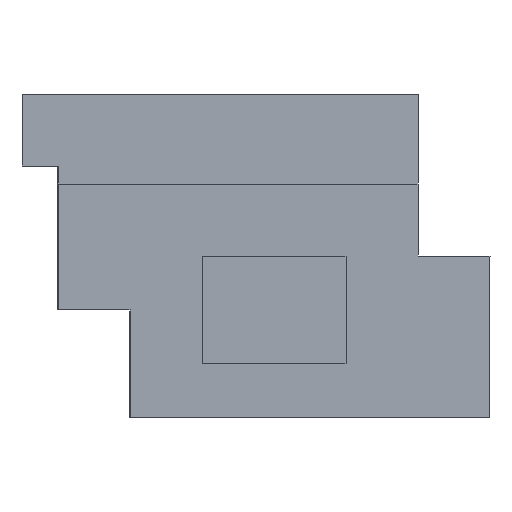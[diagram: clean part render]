
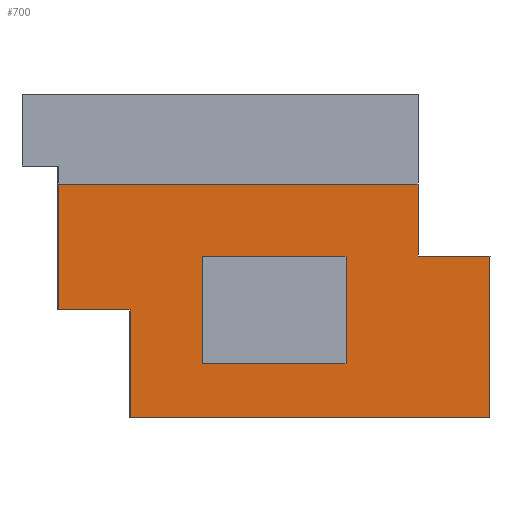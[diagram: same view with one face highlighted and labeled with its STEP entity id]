
A CAD part, left-side view. The second image highlights one B-rep face of the part: STEP entity #700.
In plain terms, the highlighted planar face has unit normal (-1, 0, 0).
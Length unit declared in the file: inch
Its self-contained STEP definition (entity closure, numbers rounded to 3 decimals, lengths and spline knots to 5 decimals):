
#30=FACE_BOUND('',#93,.T.);
#51=FACE_OUTER_BOUND('',#92,.T.);
#92=EDGE_LOOP('',(#518,#519,#520,#521,#522,#523,#524,#525));
#93=EDGE_LOOP('',(#526,#527,#528,#529));
#126=LINE('',#986,#212);
#130=LINE('',#994,#216);
#133=LINE('',#1000,#219);
#136=LINE('',#1005,#222);
#153=LINE('',#1041,#239);
#168=LINE('',#1073,#254);
#169=LINE('',#1075,#255);
#170=LINE('',#1077,#256);
#171=LINE('',#1079,#257);
#172=LINE('',#1081,#258);
#173=LINE('',#1083,#259);
#174=LINE('',#1084,#260);
#212=VECTOR('',#796,0.3937);
#216=VECTOR('',#802,0.3937);
#219=VECTOR('',#807,0.3937);
#222=VECTOR('',#812,0.3937);
#239=VECTOR('',#843,0.3937);
#254=VECTOR('',#866,0.3937);
#255=VECTOR('',#867,0.3937);
#256=VECTOR('',#868,0.3937);
#257=VECTOR('',#869,0.3937);
#258=VECTOR('',#870,0.3937);
#259=VECTOR('',#871,0.3937);
#260=VECTOR('',#872,0.3937);
#298=VERTEX_POINT('',#984);
#299=VERTEX_POINT('',#985);
#302=VERTEX_POINT('',#993);
#304=VERTEX_POINT('',#999);
#315=VERTEX_POINT('',#1035);
#317=VERTEX_POINT('',#1039);
#330=VERTEX_POINT('',#1072);
#331=VERTEX_POINT('',#1074);
#332=VERTEX_POINT('',#1076);
#333=VERTEX_POINT('',#1078);
#334=VERTEX_POINT('',#1080);
#335=VERTEX_POINT('',#1082);
#362=EDGE_CURVE('',#298,#299,#126,.T.);
#366=EDGE_CURVE('',#302,#298,#130,.T.);
#369=EDGE_CURVE('',#304,#302,#133,.T.);
#372=EDGE_CURVE('',#299,#304,#136,.T.);
#389=EDGE_CURVE('',#315,#317,#153,.T.);
#404=EDGE_CURVE('',#317,#330,#168,.T.);
#405=EDGE_CURVE('',#330,#331,#169,.T.);
#406=EDGE_CURVE('',#331,#332,#170,.T.);
#407=EDGE_CURVE('',#333,#332,#171,.T.);
#408=EDGE_CURVE('',#333,#334,#172,.T.);
#409=EDGE_CURVE('',#334,#335,#173,.T.);
#410=EDGE_CURVE('',#335,#315,#174,.T.);
#518=ORIENTED_EDGE('',*,*,#389,.T.);
#519=ORIENTED_EDGE('',*,*,#404,.T.);
#520=ORIENTED_EDGE('',*,*,#405,.T.);
#521=ORIENTED_EDGE('',*,*,#406,.T.);
#522=ORIENTED_EDGE('',*,*,#407,.F.);
#523=ORIENTED_EDGE('',*,*,#408,.T.);
#524=ORIENTED_EDGE('',*,*,#409,.T.);
#525=ORIENTED_EDGE('',*,*,#410,.T.);
#526=ORIENTED_EDGE('',*,*,#362,.T.);
#527=ORIENTED_EDGE('',*,*,#372,.T.);
#528=ORIENTED_EDGE('',*,*,#369,.T.);
#529=ORIENTED_EDGE('',*,*,#366,.T.);
#664=PLANE('',#755);
#700=ADVANCED_FACE('',(#51,#30),#664,.T.);
#755=AXIS2_PLACEMENT_3D('',#1071,#864,#865);
#796=DIRECTION('',(0.,-1.,0.));
#802=DIRECTION('',(0.,0.,1.));
#807=DIRECTION('',(0.,1.,0.));
#812=DIRECTION('',(0.,0.,-1.));
#843=DIRECTION('',(0.,1.,0.));
#864=DIRECTION('center_axis',(-1.,0.,0.));
#865=DIRECTION('ref_axis',(0.,-1.,0.));
#866=DIRECTION('',(0.,0.,-1.));
#867=DIRECTION('',(0.,-1.,0.));
#868=DIRECTION('',(0.,0.,-1.));
#869=DIRECTION('',(0.,1.,0.));
#870=DIRECTION('',(0.,0.,1.));
#871=DIRECTION('',(0.,1.,0.));
#872=DIRECTION('',(0.,0.,1.));
#984=CARTESIAN_POINT('',(-32.5,0.375,1.125));
#985=CARTESIAN_POINT('',(-32.5,-0.625,1.125));
#986=CARTESIAN_POINT('',(-32.5,1.,1.125));
#993=CARTESIAN_POINT('',(-32.5,0.375,0.375));
#994=CARTESIAN_POINT('',(-32.5,0.375,0.1875));
#999=CARTESIAN_POINT('',(-32.5,-0.625,0.375));
#1000=CARTESIAN_POINT('',(-32.5,0.5,0.375));
#1005=CARTESIAN_POINT('',(-32.5,-0.625,0.5625));
#1035=CARTESIAN_POINT('',(-32.5,-1.125,1.625));
#1039=CARTESIAN_POINT('',(-32.5,1.375,1.625));
#1041=CARTESIAN_POINT('',(-32.5,1.625,1.625));
#1071=CARTESIAN_POINT('Origin',(-32.5,1.625,0.));
#1072=CARTESIAN_POINT('',(-32.5,1.375,0.75));
#1073=CARTESIAN_POINT('',(-32.5,1.375,0.375));
#1074=CARTESIAN_POINT('',(-32.5,0.875,0.75));
#1075=CARTESIAN_POINT('',(-32.5,1.25,0.75));
#1076=CARTESIAN_POINT('',(-32.5,0.875,0.));
#1077=CARTESIAN_POINT('',(-32.5,0.875,0.));
#1078=CARTESIAN_POINT('',(-32.5,-1.625,0.));
#1079=CARTESIAN_POINT('',(-32.5,-1.625,0.));
#1080=CARTESIAN_POINT('',(-32.5,-1.625,1.125));
#1081=CARTESIAN_POINT('',(-32.5,-1.625,0.));
#1082=CARTESIAN_POINT('',(-32.5,-1.125,1.125));
#1083=CARTESIAN_POINT('',(-32.5,0.25,1.125));
#1084=CARTESIAN_POINT('',(-32.5,-1.125,1.125));
